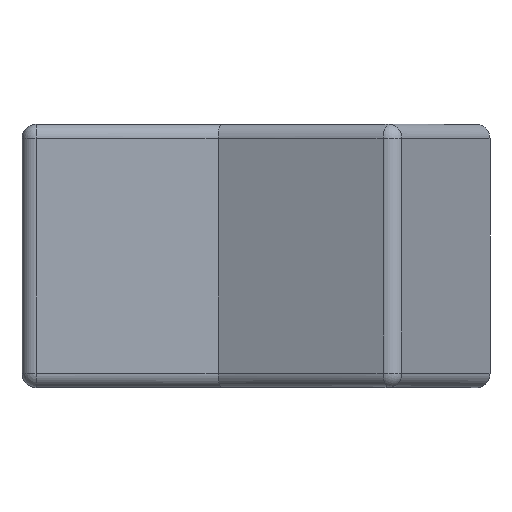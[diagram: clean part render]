
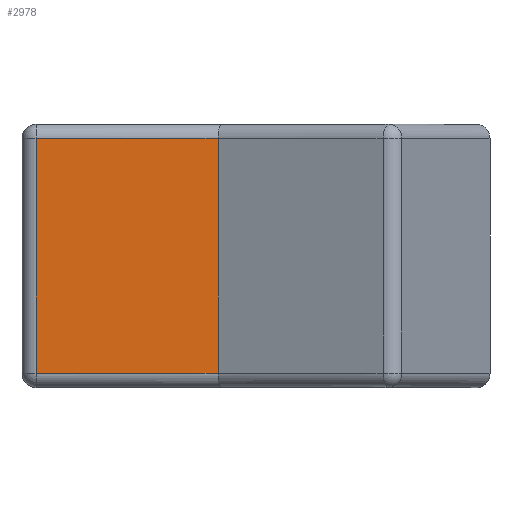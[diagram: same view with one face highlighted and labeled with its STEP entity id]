
A CAD part, top view. The second image highlights one B-rep face of the part: STEP entity #2978.
In plain terms, the highlighted planar face has unit normal (-0.002, 0, 1).
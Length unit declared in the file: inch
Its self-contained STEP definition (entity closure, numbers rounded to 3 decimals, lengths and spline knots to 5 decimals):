
#2780=CARTESIAN_POINT('',(-0.05283,0.1628,0.80327));
#2781=VERTEX_POINT('',#2780);
#2803=CARTESIAN_POINT('',(-0.30504,0.1628,0.80283));
#2804=VERTEX_POINT('',#2803);
#2812=CARTESIAN_POINT('',(-0.30504,0.1628,0.80283));
#2813=DIRECTION('',(1.,0.0,0.002));
#2814=VECTOR('',#2813,0.25221);
#2815=LINE('',#2812,#2814);
#2816=EDGE_CURVE('',#2804,#2781,#2815,.T.);
#2937=CARTESIAN_POINT('',(-0.05283,-0.1628,0.80327));
#2938=VERTEX_POINT('',#2937);
#2939=CARTESIAN_POINT('',(-0.05283,0.1628,0.80327));
#2940=DIRECTION('',(0.0,-1.0,0.0));
#2941=VECTOR('',#2940,0.32559);
#2942=LINE('',#2939,#2941);
#2943=EDGE_CURVE('',#2781,#2938,#2942,.T.);
#2955=CARTESIAN_POINT('',(-0.31765,0.17907,0.80281));
#2956=DIRECTION('',(-0.002,0.0,1.));
#2957=DIRECTION('',(1.,0.0,0.002));
#2958=AXIS2_PLACEMENT_3D('',#2955,#2956,#2957);
#2959=PLANE('',#2958);
#2960=ORIENTED_EDGE('',*,*,#2816,.F.);
#2961=CARTESIAN_POINT('',(-0.30504,-0.1628,0.80283));
#2962=VERTEX_POINT('',#2961);
#2963=CARTESIAN_POINT('',(-0.30504,0.1628,0.80283));
#2964=DIRECTION('',(0.0,-1.0,0.0));
#2965=VECTOR('',#2964,0.32559);
#2966=LINE('',#2963,#2965);
#2967=EDGE_CURVE('',#2804,#2962,#2966,.T.);
#2968=ORIENTED_EDGE('',*,*,#2967,.T.);
#2969=CARTESIAN_POINT('',(-0.05283,-0.1628,0.80327));
#2970=DIRECTION('',(-1.,0.0,-0.002));
#2971=VECTOR('',#2970,0.25221);
#2972=LINE('',#2969,#2971);
#2973=EDGE_CURVE('',#2938,#2962,#2972,.T.);
#2974=ORIENTED_EDGE('',*,*,#2973,.F.);
#2975=ORIENTED_EDGE('',*,*,#2943,.F.);
#2976=EDGE_LOOP('',(#2960,#2968,#2974,#2975));
#2977=FACE_OUTER_BOUND('',#2976,.T.);
#2978=ADVANCED_FACE('',(#2977),#2959,.T.);
